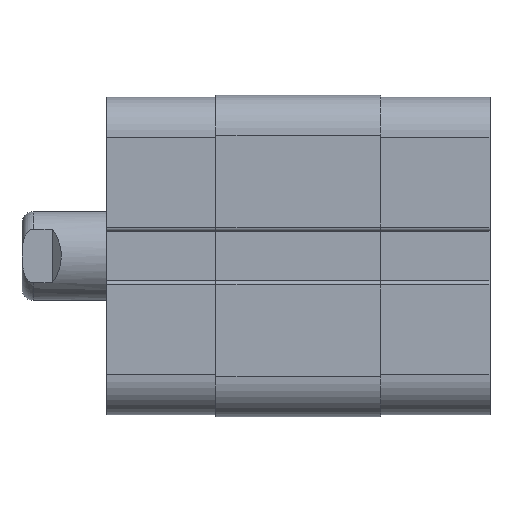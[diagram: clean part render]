
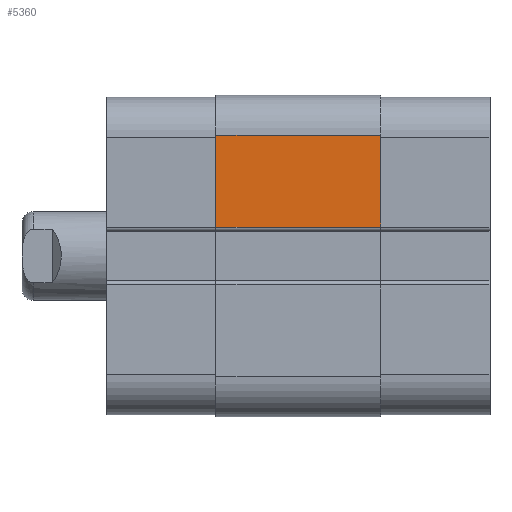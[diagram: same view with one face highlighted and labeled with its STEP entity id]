
A CAD part, left-side view. The second image highlights one B-rep face of the part: STEP entity #5360.
In plain terms, the highlighted planar face has unit normal (-1, 0, 0).
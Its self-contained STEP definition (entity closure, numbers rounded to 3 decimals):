
#3739=CARTESIAN_POINT('',(-18.05,9.25,3.25));
#3740=VERTEX_POINT('',#3739);
#3748=CARTESIAN_POINT('',(-18.05,9.25,13.55));
#3749=VERTEX_POINT('',#3748);
#3750=CARTESIAN_POINT('',(-18.05,9.25,13.55));
#3751=DIRECTION('',(0.0,0.0,-1.0));
#3752=VECTOR('',#3751,10.3);
#3753=LINE('',#3750,#3752);
#3754=EDGE_CURVE('',#3749,#3740,#3753,.T.);
#4844=CARTESIAN_POINT('',(-18.05,-9.25,13.55));
#4845=VERTEX_POINT('',#4844);
#4853=CARTESIAN_POINT('',(-18.05,-9.25,3.25));
#4854=VERTEX_POINT('',#4853);
#4855=CARTESIAN_POINT('',(-18.05,-9.25,3.25));
#4856=DIRECTION('',(0.0,0.0,1.0));
#4857=VECTOR('',#4856,10.3);
#4858=LINE('',#4855,#4857);
#4859=EDGE_CURVE('',#4854,#4845,#4858,.T.);
#5333=CARTESIAN_POINT('',(-18.05,-9.25,13.55));
#5334=DIRECTION('',(0.0,1.0,0.0));
#5335=VECTOR('',#5334,18.5);
#5336=LINE('',#5333,#5335);
#5337=EDGE_CURVE('',#4845,#3749,#5336,.T.);
#5344=CARTESIAN_POINT('',(-18.05,0.0,13.55));
#5345=DIRECTION('',(-1.0,0.0,0.0));
#5346=DIRECTION('',(0.0,0.0,1.0));
#5347=AXIS2_PLACEMENT_3D('',#5344,#5345,#5346);
#5348=PLANE('',#5347);
#5349=ORIENTED_EDGE('',*,*,#3754,.T.);
#5350=CARTESIAN_POINT('',(-18.05,-9.25,3.25));
#5351=DIRECTION('',(0.0,1.0,0.0));
#5352=VECTOR('',#5351,18.5);
#5353=LINE('',#5350,#5352);
#5354=EDGE_CURVE('',#4854,#3740,#5353,.T.);
#5355=ORIENTED_EDGE('',*,*,#5354,.F.);
#5356=ORIENTED_EDGE('',*,*,#4859,.T.);
#5357=ORIENTED_EDGE('',*,*,#5337,.T.);
#5358=EDGE_LOOP('',(#5349,#5355,#5356,#5357));
#5359=FACE_OUTER_BOUND('',#5358,.T.);
#5360=ADVANCED_FACE('',(#5359),#5348,.T.);
